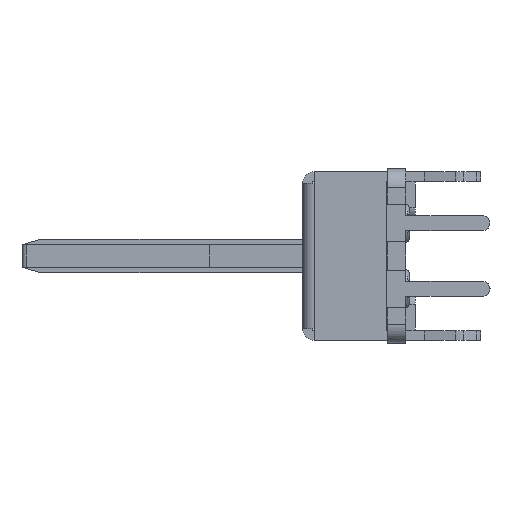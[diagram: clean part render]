
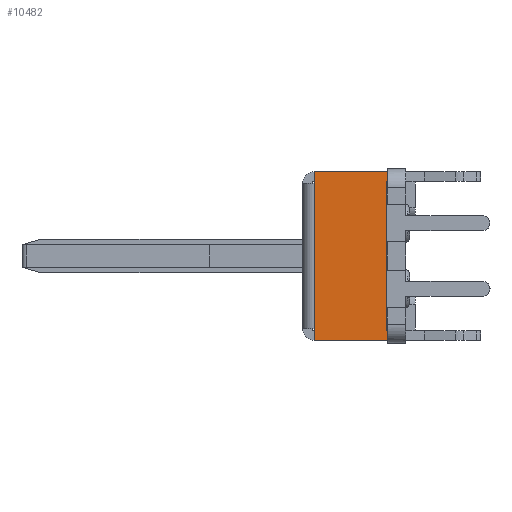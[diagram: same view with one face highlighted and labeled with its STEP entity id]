
A CAD part, left-side view. The second image highlights one B-rep face of the part: STEP entity #10482.
In plain terms, the highlighted planar face has unit normal (-1, 0, 0).
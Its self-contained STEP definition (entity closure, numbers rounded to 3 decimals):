
#1569=DIRECTION('',(0.,0.,1.));
#1570=VECTOR('',#1569,8.);
#1571=CARTESIAN_POINT('',(-30.,-3.275,-4.));
#1572=LINE('',#1571,#1570);
#2944=DIRECTION('',(0.,-1.,0.));
#2945=VECTOR('',#2944,0.025);
#2946=CARTESIAN_POINT('',(-30.,0.6,
-3.875));
#2947=LINE('',#2946,#2945);
#2982=DIRECTION('',(0.,-1.,0.));
#2983=VECTOR('',#2982,0.025);
#2984=CARTESIAN_POINT('',(-30.,-3.275,-4.));
#2985=LINE('',#2984,#2983);
#2986=DIRECTION('',(0.,0.,-1.));
#2987=VECTOR('',#2986,0.5);
#2988=CARTESIAN_POINT('',(-30.,-3.3,-4.));
#2989=LINE('',#2988,#2987);
#2990=DIRECTION('',(0.,1.,0.));
#2991=VECTOR('',#2990,3.875);
#2992=CARTESIAN_POINT('',(-30.,-3.3,-4.5));
#2993=LINE('',#2992,#2991);
#2994=DIRECTION('',(0.,0.,1.));
#2995=VECTOR('',#2994,0.625);
#2996=CARTESIAN_POINT('',(-30.,0.575,-4.5));
#2997=LINE('',#2996,#2995);
#2998=DIRECTION('',(0.,-1.,0.));
#2999=VECTOR('',#2998,0.025);
#3000=CARTESIAN_POINT('',(-30.,0.6,
3.875));
#3001=LINE('',#3000,#2999);
#3002=DIRECTION('',(0.,0.,1.));
#3003=VECTOR('',#3002,0.625);
#3004=CARTESIAN_POINT('',(-30.,0.575,
3.875));
#3005=LINE('',#3004,#3003);
#3006=DIRECTION('',(0.,-1.,0.));
#3007=VECTOR('',#3006,3.875);
#3008=CARTESIAN_POINT('',(-30.,0.575,4.5));
#3009=LINE('',#3008,#3007);
#3010=DIRECTION('',(0.,0.,-1.));
#3011=VECTOR('',#3010,0.5);
#3012=CARTESIAN_POINT('',(-30.,-3.3,4.5));
#3013=LINE('',#3012,#3011);
#3014=DIRECTION('',(0.,1.,0.));
#3015=VECTOR('',#3014,0.025);
#3016=CARTESIAN_POINT('',(-30.,-3.3,4.));
#3017=LINE('',#3016,#3015);
#3022=DIRECTION('',(0.,0.,-1.));
#3023=VECTOR('',#3022,7.75);
#3024=CARTESIAN_POINT('',(-30.,0.6,
3.875));
#3025=LINE('',#3024,#3023);
#5775=CARTESIAN_POINT('',(-30.,0.575,4.5));
#5776=CARTESIAN_POINT('',(-30.,-3.3,4.5));
#5777=VERTEX_POINT('',#5775);
#5778=VERTEX_POINT('',#5776);
#5783=CARTESIAN_POINT('',(-30.,-3.3,4.));
#5784=VERTEX_POINT('',#5783);
#5817=CARTESIAN_POINT('',(-30.,0.575,-4.5));
#5818=VERTEX_POINT('',#5817);
#5819=CARTESIAN_POINT('',(-30.,-3.3,-4.5));
#5820=VERTEX_POINT('',#5819);
#5821=CARTESIAN_POINT('',(-30.,-3.3,-4.));
#5822=VERTEX_POINT('',#5821);
#5829=CARTESIAN_POINT('',(-30.,0.6,-3.875));
#5830=VERTEX_POINT('',#5829);
#5837=CARTESIAN_POINT('',(-30.,0.6,
3.875));
#5838=CARTESIAN_POINT('',(-30.,0.575,
3.875));
#5839=VERTEX_POINT('',#5837);
#5840=VERTEX_POINT('',#5838);
#5841=CARTESIAN_POINT('',(-30.,0.575,
-3.875));
#5842=VERTEX_POINT('',#5841);
#6576=CARTESIAN_POINT('',(-30.,-3.275,-4.));
#6578=VERTEX_POINT('',#6576);
#6583=CARTESIAN_POINT('',(-30.,-3.275,4.));
#6585=VERTEX_POINT('',#6583);
#10462=CARTESIAN_POINT('',(-30.,-1.363,4.25));
#10463=DIRECTION('',(-1.,0.,0.));
#10464=DIRECTION('',(0.,0.,1.));
#10465=AXIS2_PLACEMENT_3D('',#10462,#10463,#10464);
#10466=PLANE('',#10465);
#10467=ORIENTED_EDGE('',*,*,#8200,.F.);
#10468=ORIENTED_EDGE('',*,*,#7625,.T.);
#10469=ORIENTED_EDGE('',*,*,#8518,.T.);
#10470=ORIENTED_EDGE('',*,*,#7803,.T.);
#10471=ORIENTED_EDGE('',*,*,#9933,.T.);
#10472=ORIENTED_EDGE('',*,*,#10422,.F.);
#10474=ORIENTED_EDGE('',*,*,#10473,.F.);
#10475=ORIENTED_EDGE('',*,*,#10449,.T.);
#10476=ORIENTED_EDGE('',*,*,#9987,.T.);
#10477=ORIENTED_EDGE('',*,*,#8953,.T.);
#10478=ORIENTED_EDGE('',*,*,#8532,.T.);
#10479=ORIENTED_EDGE('',*,*,#9474,.T.);
#10480=EDGE_LOOP('',(#10467,#10468,#10469,#10470,#10471,#10472,#10474,#10475,
#10476,#10477,#10478,#10479));
#10481=FACE_OUTER_BOUND('',#10480,.F.);
#10482=ADVANCED_FACE('',(#10481),#10466,.T.);
#7625=EDGE_CURVE('',#6578,#5822,#2985,.T.);
#7803=EDGE_CURVE('',#5820,#5818,#2993,.T.);
#8200=EDGE_CURVE('',#6578,#6585,#1572,.T.);
#8518=EDGE_CURVE('',#5822,#5820,#2989,.T.);
#8532=EDGE_CURVE('',#5778,#5784,#3013,.T.);
#8953=EDGE_CURVE('',#5777,#5778,#3009,.T.);
#9474=EDGE_CURVE('',#5784,#6585,#3017,.T.);
#9933=EDGE_CURVE('',#5818,#5842,#2997,.T.);
#9987=EDGE_CURVE('',#5840,#5777,#3005,.T.);
#10422=EDGE_CURVE('',#5830,#5842,#2947,.T.);
#10449=EDGE_CURVE('',#5839,#5840,#3001,.T.);
#10473=EDGE_CURVE('',#5839,#5830,#3025,.T.);
